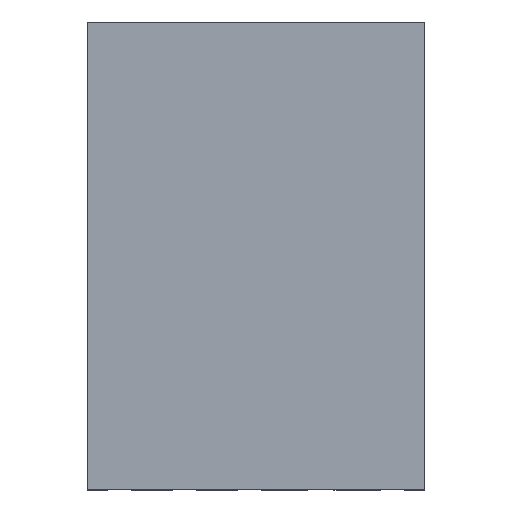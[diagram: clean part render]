
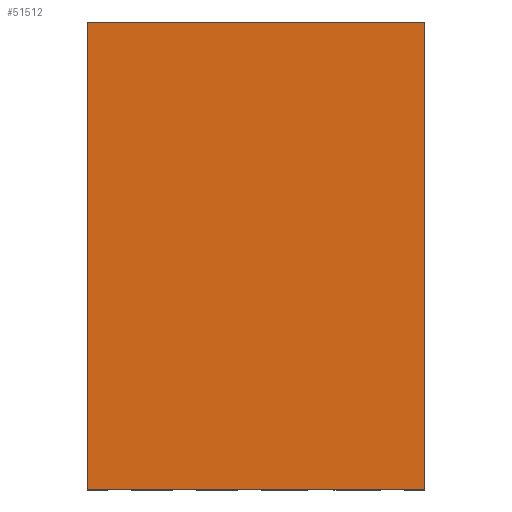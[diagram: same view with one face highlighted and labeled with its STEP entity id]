
A CAD part, top view. The second image highlights one B-rep face of the part: STEP entity #51512.
In plain terms, the highlighted face is planar.
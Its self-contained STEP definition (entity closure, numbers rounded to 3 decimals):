
#37041=DIRECTION('',(1.,0.,0.));
#37042=VECTOR('',#37041,2.6);
#37043=CARTESIAN_POINT('',(-1.3,0.7,1.8));
#37044=LINE('',#37043,#37042);
#37048=DIRECTION('',(0.,0.,1.));
#37049=VECTOR('',#37048,3.6);
#37050=CARTESIAN_POINT('',(-1.3,0.7,-1.8));
#37051=LINE('',#37050,#37049);
#37055=DIRECTION('',(-1.,0.,0.));
#37056=VECTOR('',#37055,2.6);
#37057=CARTESIAN_POINT('',(1.3,0.7,-1.8));
#37058=LINE('',#37057,#37056);
#37062=DIRECTION('',(0.,0.,-1.));
#37063=VECTOR('',#37062,3.6);
#37064=CARTESIAN_POINT('',(1.3,0.7,1.8));
#37065=LINE('',#37064,#37063);
#42192=CARTESIAN_POINT('',(-1.3,0.7,1.8));
#42193=CARTESIAN_POINT('',(1.3,0.7,1.8));
#42194=VERTEX_POINT('',#42192);
#42195=VERTEX_POINT('',#42193);
#42196=CARTESIAN_POINT('',(1.3,0.7,-1.8));
#42197=VERTEX_POINT('',#42196);
#42198=CARTESIAN_POINT('',(-1.3,0.7,-1.8));
#42199=VERTEX_POINT('',#42198);
#51501=CARTESIAN_POINT('',(0.,0.7,0.));
#51502=DIRECTION('',(0.,1.,0.));
#51503=DIRECTION('',(1.,0.,0.));
#51504=AXIS2_PLACEMENT_3D('',#51501,#51502,#51503);
#51505=PLANE('',#51504);
#51506=ORIENTED_EDGE('',*,*,#48245,.F.);
#51507=ORIENTED_EDGE('',*,*,#45456,.F.);
#51508=ORIENTED_EDGE('',*,*,#51211,.F.);
#51509=ORIENTED_EDGE('',*,*,#50121,.F.);
#51510=EDGE_LOOP('',(#51506,#51507,#51508,#51509));
#51511=FACE_OUTER_BOUND('',#51510,.F.);
#51512=ADVANCED_FACE('',(#51511),#51505,.T.);
#45456=EDGE_CURVE('',#42199,#42194,#37051,.T.);
#48245=EDGE_CURVE('',#42194,#42195,#37044,.T.);
#50121=EDGE_CURVE('',#42195,#42197,#37065,.T.);
#51211=EDGE_CURVE('',#42197,#42199,#37058,.T.);
